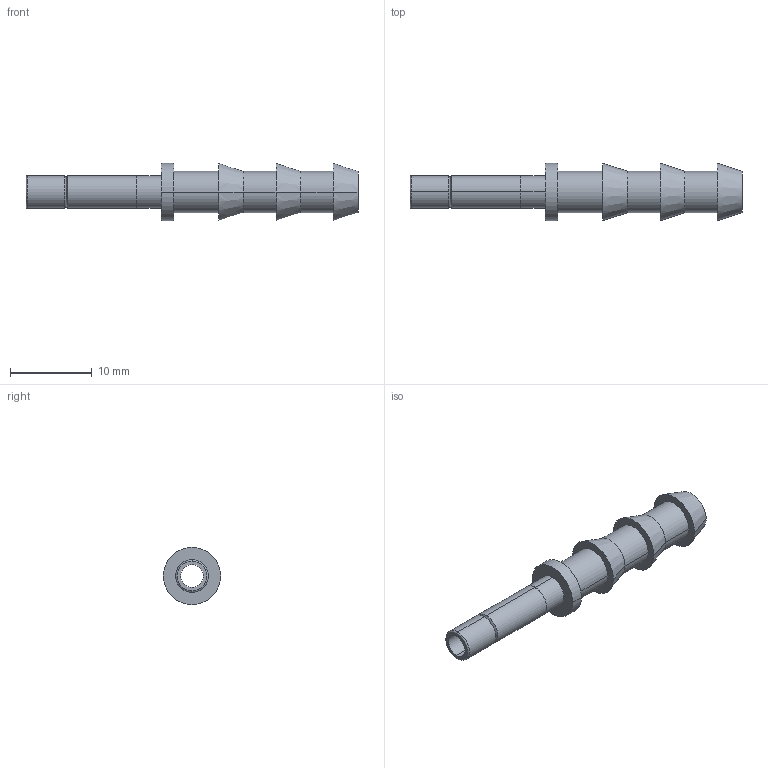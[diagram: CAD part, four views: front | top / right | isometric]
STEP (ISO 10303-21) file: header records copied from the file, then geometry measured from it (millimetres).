
FILE_DESCRIPTION(('STEP AP214'),'1');
FILE_NAME('3622_04_05.stp','2016-07-07T14:25:37',('TraceParts'),('TraceParts S.A.'),'Spatial InterOp 3D',' ',' ');
FILE_SCHEMA(('automotive_design'));
Length unit declared in the file: millimetre
Products named in the file (1): 1
Bounding box: 40.5 x 7 x 7 mm (x, y, z)
Volume: 394.3 mm3; surface area: 1209.2 mm2
Topology: 1 solids, 1 shells, 42 faces, 90 edges, 58 vertices
Faces by surface type: cylinder 20, cone 10, plane 10, torus 2
Entity records: 1185 total; most frequent: DIRECTION 236, CARTESIAN_POINT 191, ORIENTED_EDGE 180, AXIS2_PLACEMENT_3D 103, EDGE_CURVE 90, CIRCLE 60, VERTEX_POINT 58, EDGE_LOOP 52
